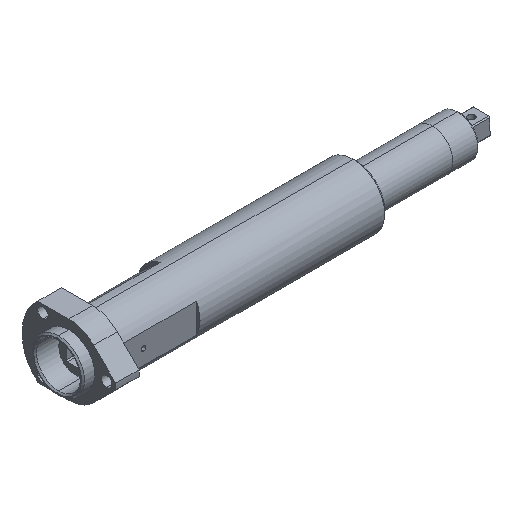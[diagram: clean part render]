
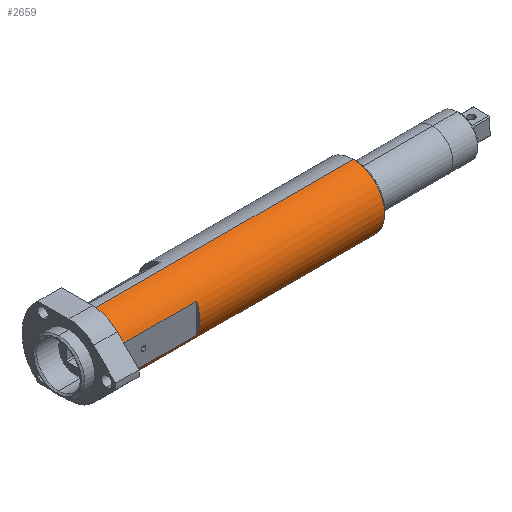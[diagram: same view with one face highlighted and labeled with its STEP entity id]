
A CAD part, isometric view. The second image highlights one B-rep face of the part: STEP entity #2659.
In plain terms, the highlighted cylindrical face has radius 17.066 mm (diameter 34.131 mm), a partial arc.
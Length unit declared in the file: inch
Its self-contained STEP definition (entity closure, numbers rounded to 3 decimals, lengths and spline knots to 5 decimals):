
#17 = ORIENTED_EDGE ( 'NONE', *, *, #1011, .T. ) ;
#97 = VECTOR ( 'NONE', #4956, 39.37008 ) ;
#221 = CARTESIAN_POINT ( 'NONE',  ( 0.53, 0., 0.67188 ) ) ;
#281 = ORIENTED_EDGE ( 'NONE', *, *, #1297, .T. ) ;
#317 = DIRECTION ( 'NONE',  ( -1., 0., 0. ) ) ;
#598 = LINE ( 'NONE', #5911, #97 ) ;
#768 = DIRECTION ( 'NONE',  ( 0., 0., -1. ) ) ;
#902 = ORIENTED_EDGE ( 'NONE', *, *, #2077, .T. ) ;
#911 = CYLINDRICAL_SURFACE ( 'NONE', #1595, 0.67187 ) ;
#1011 = EDGE_CURVE ( 'NONE', #4131, #3216, #6103, .T. ) ;
#1049 = EDGE_CURVE ( 'NONE', #2522, #6248, #598, .T. ) ;
#1056 = CIRCLE ( 'NONE', #5004, 0.67187 ) ;
#1199 = DIRECTION ( 'NONE',  ( 1., 0., 0. ) ) ;
#1262 = CARTESIAN_POINT ( 'NONE',  ( 0.53, 0., -0.67187 ) ) ;
#1292 = VECTOR ( 'NONE', #2976, 39.37008 ) ;
#1297 = EDGE_CURVE ( 'NONE', #3216, #3907, #4144, .T. ) ;
#1344 = DIRECTION ( 'NONE',  ( 1., 0., 0. ) ) ;
#1425 = ORIENTED_EDGE ( 'NONE', *, *, #4072, .T. ) ;
#1430 = CARTESIAN_POINT ( 'NONE',  ( 0.5, 0., 0.67187 ) ) ;
#1595 = AXIS2_PLACEMENT_3D ( 'NONE', #2164, #1651, #2705 ) ;
#1613 = DIRECTION ( 'NONE',  ( 0., 0., -1. ) ) ;
#1651 = DIRECTION ( 'NONE',  ( 1., 0., 0. ) ) ;
#1779 = CARTESIAN_POINT ( 'NONE',  ( 6.06375, 0., -0.67187 ) ) ;
#1799 = CARTESIAN_POINT ( 'NONE',  ( 2.125, 0., 0. ) ) ;
#2069 = FACE_OUTER_BOUND ( 'NONE', #2970, .T. ) ;
#2077 = EDGE_CURVE ( 'NONE', #3135, #2522, #1056, .T. ) ;
#2111 = CARTESIAN_POINT ( 'NONE',  ( 0.5, -0.59375, -0.31445 ) ) ;
#2164 = CARTESIAN_POINT ( 'NONE',  ( 0.5, 0., 0. ) ) ;
#2206 = EDGE_CURVE ( 'NONE', #3135, #3907, #5576, .T. ) ;
#2374 = CARTESIAN_POINT ( 'NONE',  ( 2.125, -0.59375, 0.31445 ) ) ;
#2459 = CARTESIAN_POINT ( 'NONE',  ( 0.53, -0.59375, 0.31445 ) ) ;
#2491 = CARTESIAN_POINT ( 'NONE',  ( 2.125, -0.59375, -0.31445 ) ) ;
#2522 = VERTEX_POINT ( 'NONE', #2459 ) ;
#2554 = EDGE_CURVE ( 'NONE', #3766, #4131, #3320, .T. ) ;
#2601 = VECTOR ( 'NONE', #5568, 39.37008 ) ;
#2659 = ADVANCED_FACE ( 'NONE', ( #2069 ), #911, .T. ) ;
#2705 = DIRECTION ( 'NONE',  ( 0., 0., -1. ) ) ;
#2813 = VERTEX_POINT ( 'NONE', #2491 ) ;
#2843 = ORIENTED_EDGE ( 'NONE', *, *, #2206, .F. ) ;
#2970 = EDGE_LOOP ( 'NONE', ( #2843, #902, #5056, #4678, #1425, #5841, #17, #281 ) ) ;
#2976 = DIRECTION ( 'NONE',  ( 1., 0., 0. ) ) ;
#3135 = VERTEX_POINT ( 'NONE', #221 ) ;
#3161 = EDGE_CURVE ( 'NONE', #2813, #6248, #4006, .T. ) ;
#3170 = AXIS2_PLACEMENT_3D ( 'NONE', #4268, #5276, #4294 ) ;
#3216 = VERTEX_POINT ( 'NONE', #1779 ) ;
#3320 = CIRCLE ( 'NONE', #5083, 0.67187 ) ;
#3556 = DIRECTION ( 'NONE',  ( 0., 0., -1. ) ) ;
#3572 = LINE ( 'NONE', #2111, #2601 ) ;
#3581 = DIRECTION ( 'NONE',  ( 1., 0., 0. ) ) ;
#3766 = VERTEX_POINT ( 'NONE', #4418 ) ;
#3907 = VERTEX_POINT ( 'NONE', #5955 ) ;
#3927 = AXIS2_PLACEMENT_3D ( 'NONE', #1799, #317, #768 ) ;
#4006 = CIRCLE ( 'NONE', #3927, 0.67187 ) ;
#4072 = EDGE_CURVE ( 'NONE', #2813, #3766, #3572, .T. ) ;
#4131 = VERTEX_POINT ( 'NONE', #1262 ) ;
#4144 = CIRCLE ( 'NONE', #3170, 0.67187 ) ;
#4268 = CARTESIAN_POINT ( 'NONE',  ( 6.06375, 0., 0. ) ) ;
#4294 = DIRECTION ( 'NONE',  ( 0., 0., -1. ) ) ;
#4418 = CARTESIAN_POINT ( 'NONE',  ( 0.53, -0.59375, -0.31445 ) ) ;
#4428 = CARTESIAN_POINT ( 'NONE',  ( 0.5, 0., -0.67187 ) ) ;
#4610 = CARTESIAN_POINT ( 'NONE',  ( 0.53, 0., 0. ) ) ;
#4678 = ORIENTED_EDGE ( 'NONE', *, *, #3161, .F. ) ;
#4956 = DIRECTION ( 'NONE',  ( 1., 0., 0. ) ) ;
#5004 = AXIS2_PLACEMENT_3D ( 'NONE', #6132, #1199, #1613 ) ;
#5056 = ORIENTED_EDGE ( 'NONE', *, *, #1049, .T. ) ;
#5083 = AXIS2_PLACEMENT_3D ( 'NONE', #4610, #3581, #3556 ) ;
#5265 = VECTOR ( 'NONE', #1344, 39.37008 ) ;
#5276 = DIRECTION ( 'NONE',  ( -1., 0., 0. ) ) ;
#5568 = DIRECTION ( 'NONE',  ( -1., 0., 0. ) ) ;
#5576 = LINE ( 'NONE', #1430, #5265 ) ;
#5841 = ORIENTED_EDGE ( 'NONE', *, *, #2554, .T. ) ;
#5911 = CARTESIAN_POINT ( 'NONE',  ( 0.5, -0.59375, 0.31445 ) ) ;
#5955 = CARTESIAN_POINT ( 'NONE',  ( 6.06375, 0., 0.67188 ) ) ;
#6103 = LINE ( 'NONE', #4428, #1292 ) ;
#6132 = CARTESIAN_POINT ( 'NONE',  ( 0.53, 0., 0. ) ) ;
#6248 = VERTEX_POINT ( 'NONE', #2374 ) ;
